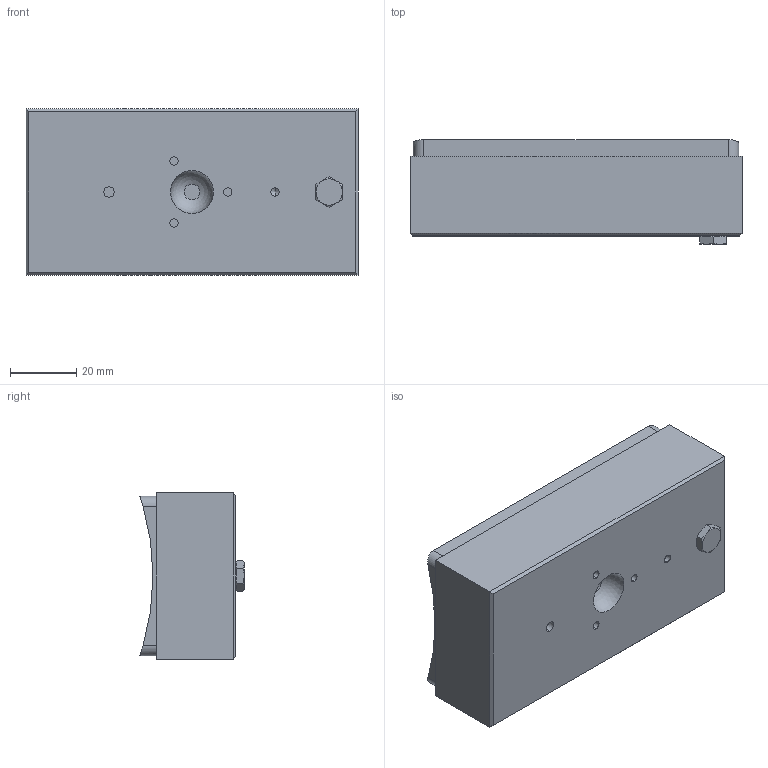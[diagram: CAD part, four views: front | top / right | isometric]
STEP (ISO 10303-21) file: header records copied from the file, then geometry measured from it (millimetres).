
FILE_DESCRIPTION (( 'STEP AP214' ), '1' );
FILE_NAME ('S3250WXXX75.STEP', '2023-01-06T16:43:50', ( '' ), ( '' ), 'SwSTEP 2.0', 'SolidWorks 2020', '' );
FILE_SCHEMA (( 'AUTOMOTIVE_DESIGN' ));
Length unit declared in the file: inch
Products named in the file (5): S90F028_S90F028; 62S48SXX_62S48S19; S90A002; S3250WXXX75; 12S5001_12S5001
Assembly tree (3 placements, depth 2):
  S90A002
  S3250WXXX75
    12S5001_12S5001
    62S48SXX_62S48S19
    S90F028_S90F028
Bounding box: 100 x 31.46 x 50.01 mm (x, y, z)
Volume: 123991.5 mm3; surface area: 33161.9 mm2
Topology: 3 solids, 3 shells, 103 faces, 249 edges, 157 vertices
Faces by surface type: plane 54, cylinder 36, cone 10, torus 2, sphere 1
Entity records: 4182 total; most frequent: CARTESIAN_POINT 692, DIRECTION 509, ORIENTED_EDGE 488, EDGE_CURVE 244, AXIS2_PLACEMENT_3D 182, VERTEX_POINT 157, LINE 145, VECTOR 145
